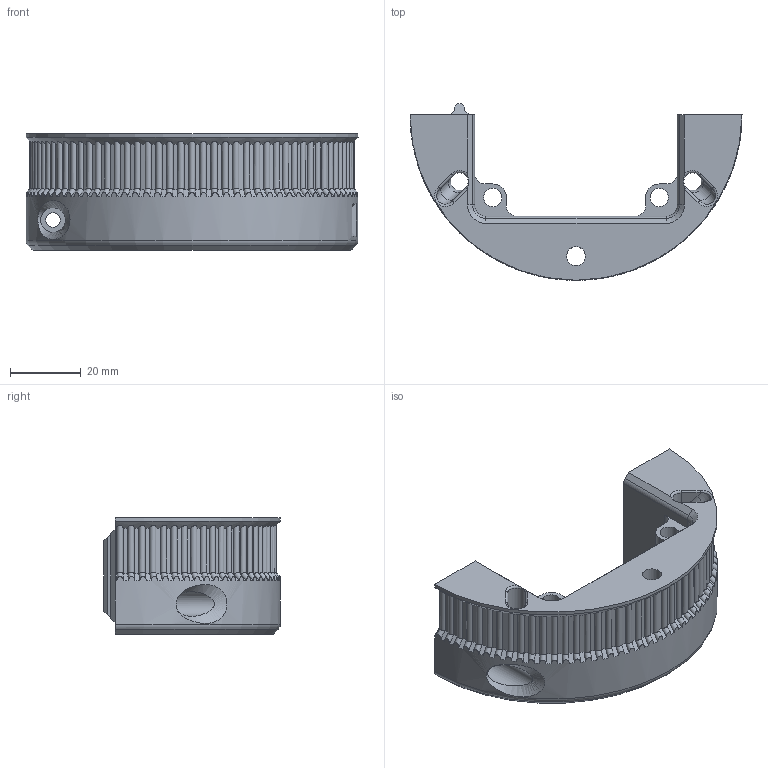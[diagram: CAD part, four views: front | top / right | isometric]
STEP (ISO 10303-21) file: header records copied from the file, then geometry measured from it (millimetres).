
FILE_DESCRIPTION(/* description */ ('STEP AP242','CAx-IF Rec.Pracs.---Representation and Presentation of Product Manufacturing Information (PMI)---4.0---2014-10-13','CAx-IF Rec.Pracs.---3D Tessellated Geometry---0.4---2014-09-14','2;1'),/* implementation_level */ '2;1');
FILE_NAME(/* name */ '661d279b454fd873d89da266',/* time_stamp */ '2024-04-15T13:11:55Z',/* author */ (''),/* organization */ (''),/* preprocessor_version */ 'ST-DEVELOPER v20',/* originating_system */ ' ',/* authorisation */ ' ');
FILE_SCHEMA (('AP242_MANAGED_MODEL_BASED_3D_ENGINEERING_MIM_LF { 1 0 10303 442 1 1 4 }'));
Length unit declared in the file: metre
Products named in the file (1): PitClamp v3 RELEASE FILES v4
Bounding box: 94 x 50 x 33 mm (x, y, z)
Volume: 54418.3 mm3; surface area: 17150.7 mm2
Topology: 1 solids, 1 shells, 332 faces, 945 edges, 618 vertices
Faces by surface type: cylinder 179, plane 65, cone 62, torus 19, bspline 7
Full cylindrical faces by diameter (mm): 4.2 x1, 5 x2, 5.2 x2, 5.4 x1, 7 x1, 9 x1
Entity records: 17014 total; most frequent: CARTESIAN_POINT 8712, ORIENTED_EDGE 1856, DIRECTION 1597, EDGE_CURVE 928, VERTEX_POINT 612, AXIS2_PLACEMENT_3D 610, LINE 377, VECTOR 377
